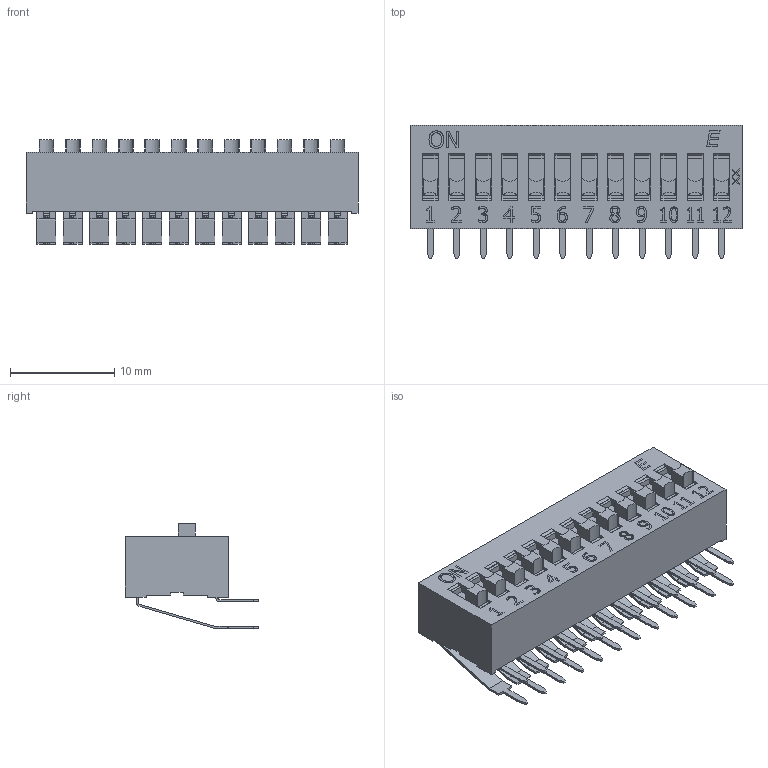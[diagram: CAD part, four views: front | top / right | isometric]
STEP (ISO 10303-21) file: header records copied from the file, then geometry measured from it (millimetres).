
FILE_DESCRIPTION(/* description */ (''),/* implementation_level */ '2;1');
FILE_NAME(/* name */ 'KAS2112E.stp',/* time_stamp */ '2025-02-21T09:17:56-06:00',/* author */ ('jsteinblock'),/* organization */ (''),/* preprocessor_version */ 'ST-DEVELOPER v20',/* originating_system */ 'Autodesk Inventor 2022',/* authorisation */ '');
FILE_SCHEMA (('AUTOMOTIVE_DESIGN { 1 0 10303 214 3 1 1 }'));
Length unit declared in the file: inch
Products named in the file (1): KAS2112E
Bounding box: 31.84 x 12.8 x 10.04 mm (x, y, z)
Volume: 1743.3 mm3; surface area: 2037.4 mm2
Topology: 13 solids, 13 shells, 1073 faces, 2916 edges, 1944 vertices
Faces by surface type: plane 831, bspline 146, cylinder 96
Entity records: 34585 total; most frequent: CARTESIAN_POINT 8226, ORIENTED_EDGE 5832, DIRECTION 4672, EDGE_CURVE 2916, LINE 2432, VECTOR 2432, VERTEX_POINT 1944, EDGE_LOOP 1148
